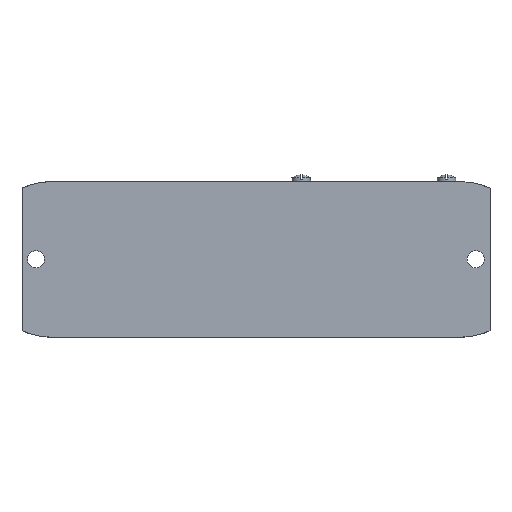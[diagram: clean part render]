
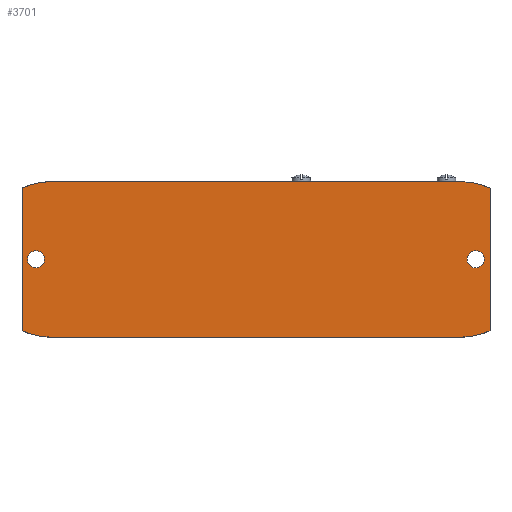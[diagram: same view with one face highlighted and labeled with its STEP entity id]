
A CAD part, front view. The second image highlights one B-rep face of the part: STEP entity #3701.
In plain terms, the highlighted planar face has unit normal (0, -1, 0).
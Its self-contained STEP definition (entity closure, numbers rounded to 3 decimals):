
#62=PLANE('',#4027);
#310=LINE('',#5950,#640);
#346=LINE('',#6041,#676);
#347=LINE('',#6046,#677);
#348=LINE('',#6050,#678);
#640=VECTOR('',#4674,1000.);
#676=VECTOR('',#4752,1000.);
#677=VECTOR('',#4757,1000.);
#678=VECTOR('',#4760,1000.);
#1192=ORIENTED_EDGE('',*,*,#2189,.T.);
#1193=ORIENTED_EDGE('',*,*,#2190,.T.);
#1194=ORIENTED_EDGE('',*,*,#2191,.F.);
#1195=ORIENTED_EDGE('',*,*,#2192,.T.);
#1196=ORIENTED_EDGE('',*,*,#2193,.F.);
#1197=ORIENTED_EDGE('',*,*,#2146,.T.);
#1198=ORIENTED_EDGE('',*,*,#2194,.F.);
#1199=ORIENTED_EDGE('',*,*,#2195,.F.);
#1200=ORIENTED_EDGE('',*,*,#2196,.F.);
#1201=ORIENTED_EDGE('',*,*,#2197,.F.);
#2146=EDGE_CURVE('',#2645,#2644,#310,.T.);
#2189=EDGE_CURVE('',#2675,#2675,#2932,.T.);
#2190=EDGE_CURVE('',#2676,#2676,#2933,.T.);
#2191=EDGE_CURVE('',#2677,#2678,#2934,.T.);
#2192=EDGE_CURVE('',#2677,#2679,#346,.T.);
#2193=EDGE_CURVE('',#2645,#2679,#2935,.T.);
#2194=EDGE_CURVE('',#2680,#2644,#2936,.T.);
#2195=EDGE_CURVE('',#2681,#2680,#347,.T.);
#2196=EDGE_CURVE('',#2682,#2681,#2937,.T.);
#2197=EDGE_CURVE('',#2678,#2682,#348,.T.);
#2644=VERTEX_POINT('',#5949);
#2645=VERTEX_POINT('',#5951);
#2675=VERTEX_POINT('',#6035);
#2676=VERTEX_POINT('',#6037);
#2677=VERTEX_POINT('',#6039);
#2678=VERTEX_POINT('',#6040);
#2679=VERTEX_POINT('',#6042);
#2680=VERTEX_POINT('',#6045);
#2681=VERTEX_POINT('',#6047);
#2682=VERTEX_POINT('',#6049);
#2932=CIRCLE('',#4028,2.75);
#2933=CIRCLE('',#4029,2.75);
#2934=CIRCLE('',#4030,21.);
#2935=CIRCLE('',#4031,21.);
#2936=CIRCLE('',#4032,21.);
#2937=CIRCLE('',#4033,21.);
#3090=EDGE_LOOP('',(#1192));
#3091=EDGE_LOOP('',(#1193));
#3092=EDGE_LOOP('',(#1194,#1195,#1196,#1197,#1198,#1199,#1200,#1201));
#3373=FACE_BOUND('',#3090,.T.);
#3374=FACE_BOUND('',#3091,.T.);
#3375=FACE_BOUND('',#3092,.T.);
#3701=ADVANCED_FACE('',(#3373,#3374,#3375),#62,.T.);
#4027=AXIS2_PLACEMENT_3D('',#6033,#4744,#4745);
#4028=AXIS2_PLACEMENT_3D('',#6034,#4746,#4747);
#4029=AXIS2_PLACEMENT_3D('',#6036,#4748,#4749);
#4030=AXIS2_PLACEMENT_3D('',#6038,#4750,#4751);
#4031=AXIS2_PLACEMENT_3D('',#6043,#4753,#4754);
#4032=AXIS2_PLACEMENT_3D('',#6044,#4755,#4756);
#4033=AXIS2_PLACEMENT_3D('',#6048,#4758,#4759);
#4674=DIRECTION('',(0.,0.,1.));
#4744=DIRECTION('',(0.,-1.,0.));
#4745=DIRECTION('',(0.,0.,-1.));
#4746=DIRECTION('',(0.,1.,0.));
#4747=DIRECTION('',(1.,0.,0.));
#4748=DIRECTION('',(0.,1.,0.));
#4749=DIRECTION('',(1.,0.,0.));
#4750=DIRECTION('',(0.,1.,0.));
#4751=DIRECTION('',(1.,0.,0.));
#4752=DIRECTION('',(1.,0.,0.));
#4753=DIRECTION('',(0.,1.,0.));
#4754=DIRECTION('',(1.,0.,0.));
#4755=DIRECTION('',(0.,1.,0.));
#4756=DIRECTION('',(1.,0.,0.));
#4757=DIRECTION('',(1.,0.,0.));
#4758=DIRECTION('',(0.,1.,0.));
#4759=DIRECTION('',(1.,0.,0.));
#4760=DIRECTION('',(0.,0.,1.));
#5949=CARTESIAN_POINT('',(100.6,0.,-2.074));
#5950=CARTESIAN_POINT('',(100.6,0.,-50.));
#5951=CARTESIAN_POINT('',(100.6,0.,-47.926));
#6033=CARTESIAN_POINT('',(-50.,0.,-50.));
#6034=CARTESIAN_POINT('',(96.,0.,-25.));
#6035=CARTESIAN_POINT('',(98.75,0.,-25.));
#6036=CARTESIAN_POINT('',(-45.5,0.,-25.));
#6037=CARTESIAN_POINT('',(-42.75,0.,-25.));
#6038=CARTESIAN_POINT('',(-40.9,0.,-29.));
#6039=CARTESIAN_POINT('',(-40.9,0.,-50.));
#6040=CARTESIAN_POINT('',(-50.,0.,-47.926));
#6041=CARTESIAN_POINT('',(-50.,0.,-50.));
#6042=CARTESIAN_POINT('',(91.5,0.,-50.));
#6043=CARTESIAN_POINT('',(91.5,0.,-29.));
#6044=CARTESIAN_POINT('',(91.5,0.,-21.));
#6045=CARTESIAN_POINT('',(91.5,0.,0.));
#6046=CARTESIAN_POINT('',(-50.,0.,0.));
#6047=CARTESIAN_POINT('',(-40.9,0.,0.));
#6048=CARTESIAN_POINT('',(-40.9,0.,-21.));
#6049=CARTESIAN_POINT('',(-50.,0.,-2.074));
#6050=CARTESIAN_POINT('',(-50.,0.,-50.));
